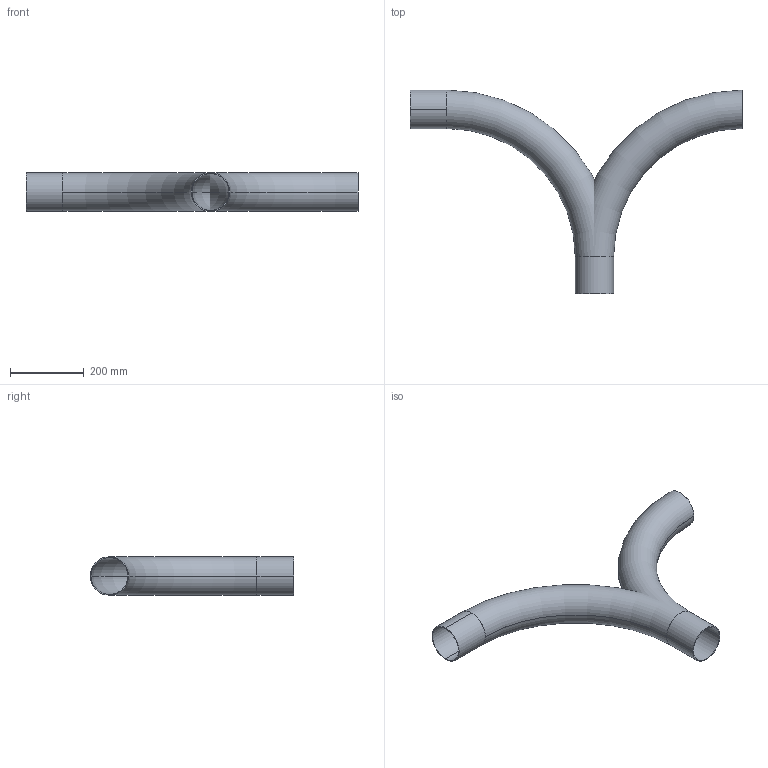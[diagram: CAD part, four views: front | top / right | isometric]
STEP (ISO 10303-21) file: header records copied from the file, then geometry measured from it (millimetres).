
FILE_DESCRIPTION (( 'STEP AP214' ), '1' );
FILE_NAME ('Auslaufrohr NW400.STEP', '2022-06-24T08:24:48', ( '' ), ( '' ), 'SwSTEP 2.0', 'SolidWorks 2021', '' );
FILE_SCHEMA (( 'AUTOMOTIVE_DESIGN' ));
Length unit declared in the file: millimetre
Products named in the file (1): Auslaufrohr NW400
Bounding box: 900 x 552 x 104 mm (x, y, z)
Volume: 933536.7 mm3; surface area: 936100.2 mm2
Topology: 2 solids, 2 shells, 20 faces, 44 edges, 28 vertices
Faces by surface type: torus 8, cylinder 8, plane 4
Entity records: 799 total; most frequent: DIRECTION 122, CARTESIAN_POINT 93, ORIENTED_EDGE 88, AXIS2_PLACEMENT_3D 57, EDGE_CURVE 44, CIRCLE 36, VERTEX_POINT 28, EDGE_LOOP 24
